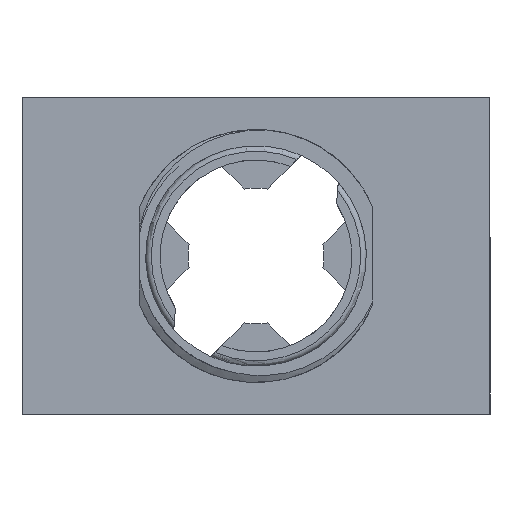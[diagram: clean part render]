
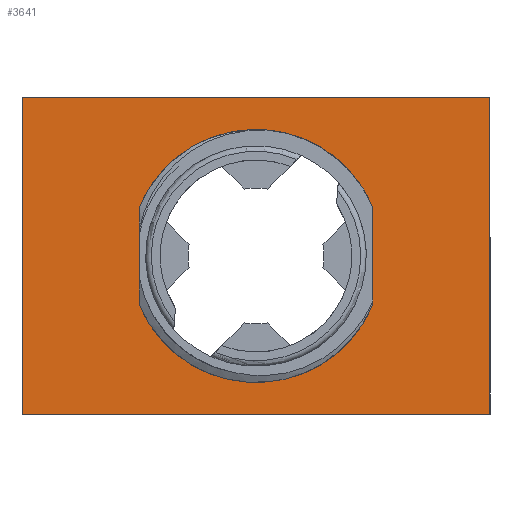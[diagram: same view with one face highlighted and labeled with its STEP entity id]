
A CAD part, left-side view. The second image highlights one B-rep face of the part: STEP entity #3641.
In plain terms, the highlighted planar face has unit normal (-1, 0, 0).
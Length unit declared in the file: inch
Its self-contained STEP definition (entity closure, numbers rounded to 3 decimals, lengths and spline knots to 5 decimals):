
#198=B_SPLINE_CURVE_WITH_KNOTS('',3,(#6464,#6465,#6466,#6467,#6468,#6469,
#6470,#6471,#6472,#6473,#6474,#6475,#6476,#6477,#6478,#6479),
 .UNSPECIFIED.,.F.,.F.,(4,3,3,3,3,4),(-0.33054,-0.24588,
-0.21652,-0.18573,-0.07878,0.),
 .UNSPECIFIED.);
#199=B_SPLINE_CURVE_WITH_KNOTS('',3,(#6513,#6514,#6515,#6516,#6517,#6518,
#6519,#6520,#6521,#6522,#6523,#6524,#6525),.UNSPECIFIED.,.F.,.F.,(4,3,3,
3,4),(-0.93577,-0.85562,-0.79594,-0.75745,
-0.68842),.UNSPECIFIED.);
#245=B_SPLINE_CURVE_WITH_KNOTS('',3,(#7883,#7884,#7885,#7886,#7887,#7888,
#7889,#7890,#7891,#7892,#7893,#7894,#7895,#7896,#7897,#7898,#7899,#7900,
#7901,#7902,#7903,#7904),.UNSPECIFIED.,.F.,.F.,(4,3,3,3,3,3,3,4),(-0.937,
-0.85016,-0.81001,-0.77317,-0.71619,
-0.67085,-0.63652,-0.60664),.UNSPECIFIED.);
#246=B_SPLINE_CURVE_WITH_KNOTS('',3,(#7905,#7906,#7907,#7908,#7909,#7910,
#7911,#7912,#7913,#7914),.UNSPECIFIED.,.F.,.F.,(4,3,3,4),(-0.24807,
-0.205,-0.09321,0.),.UNSPECIFIED.);
#258=FACE_BOUND('',#701,.T.);
#285=CIRCLE('',#3805,0.2158);
#286=CIRCLE('',#3828,0.23);
#500=FACE_OUTER_BOUND('',#700,.T.);
#700=EDGE_LOOP('',(#2982,#2983,#2984,#2985));
#701=EDGE_LOOP('',(#2986,#2987,#2988,#2989,#2990,#2991,#2992,#2993));
#805=LINE('',#4712,#1113);
#810=LINE('',#4722,#1118);
#915=LINE('',#5182,#1223);
#961=LINE('',#5758,#1269);
#983=LINE('',#7881,#1291);
#984=LINE('',#7882,#1292);
#1113=VECTOR('',#3973,0.3937);
#1118=VECTOR('',#3982,0.3937);
#1223=VECTOR('',#4199,0.3937);
#1269=VECTOR('',#4247,0.3937);
#1291=VECTOR('',#4371,0.3937);
#1292=VECTOR('',#4372,0.3937);
#1420=VERTEX_POINT('',#4709);
#1421=VERTEX_POINT('',#4711);
#1423=VERTEX_POINT('',#4719);
#1424=VERTEX_POINT('',#4721);
#1537=VERTEX_POINT('',#5176);
#1538=VERTEX_POINT('',#5181);
#1628=VERTEX_POINT('',#5752);
#1629=VERTEX_POINT('',#5757);
#1673=VERTEX_POINT('',#6078);
#1674=VERTEX_POINT('',#6085);
#1675=VERTEX_POINT('',#6512);
#1676=VERTEX_POINT('',#7500);
#1789=EDGE_CURVE('',#1420,#1421,#805,.T.);
#1794=EDGE_CURVE('',#1423,#1424,#810,.T.);
#1942=EDGE_CURVE('',#1538,#1537,#915,.T.);
#2033=EDGE_CURVE('',#1629,#1628,#961,.T.);
#2080=EDGE_CURVE('',#1674,#1673,#285,.T.);
#2124=EDGE_CURVE('',#1537,#1674,#198,.T.);
#2125=EDGE_CURVE('',#1675,#1538,#199,.T.);
#2147=EDGE_CURVE('',#1676,#1675,#286,.T.);
#2173=EDGE_CURVE('',#1420,#1424,#983,.T.);
#2174=EDGE_CURVE('',#1421,#1423,#984,.T.);
#2175=EDGE_CURVE('',#1673,#1629,#245,.T.);
#2176=EDGE_CURVE('',#1628,#1676,#246,.T.);
#2982=ORIENTED_EDGE('',*,*,#2173,.T.);
#2983=ORIENTED_EDGE('',*,*,#1794,.F.);
#2984=ORIENTED_EDGE('',*,*,#2174,.F.);
#2985=ORIENTED_EDGE('',*,*,#1789,.F.);
#2986=ORIENTED_EDGE('',*,*,#2124,.T.);
#2987=ORIENTED_EDGE('',*,*,#2080,.T.);
#2988=ORIENTED_EDGE('',*,*,#2175,.T.);
#2989=ORIENTED_EDGE('',*,*,#2033,.T.);
#2990=ORIENTED_EDGE('',*,*,#2176,.T.);
#2991=ORIENTED_EDGE('',*,*,#2147,.T.);
#2992=ORIENTED_EDGE('',*,*,#2125,.T.);
#2993=ORIENTED_EDGE('',*,*,#1942,.T.);
#3485=PLANE('',#3852);
#3641=ADVANCED_FACE('',(#500,#258),#3485,.T.);
#3805=AXIS2_PLACEMENT_3D('',#6086,#4275,#4276);
#3828=AXIS2_PLACEMENT_3D('',#7501,#4321,#4322);
#3852=AXIS2_PLACEMENT_3D('',#7880,#4369,#4370);
#3973=DIRECTION('',(0.,0.,-1.));
#3982=DIRECTION('',(0.,0.,1.));
#4199=DIRECTION('',(0.,0.,-1.));
#4247=DIRECTION('',(0.,0.,1.));
#4275=DIRECTION('center_axis',(1.,0.,0.));
#4276=DIRECTION('ref_axis',(0.,-1.,0.));
#4321=DIRECTION('center_axis',(1.,0.,0.));
#4322=DIRECTION('ref_axis',(0.,-1.,0.));
#4369=DIRECTION('center_axis',(-1.,0.,0.));
#4370=DIRECTION('ref_axis',(0.,0.,1.));
#4371=DIRECTION('',(0.,1.,0.));
#4372=DIRECTION('',(0.,1.,0.));
#4709=CARTESIAN_POINT('',(0.,-0.4255,0.57813));
#4711=CARTESIAN_POINT('',(0.,-0.4255,0.));
#4712=CARTESIAN_POINT('',(0.,-0.4255,0.));
#4719=CARTESIAN_POINT('',(0.,0.4255,0.));
#4721=CARTESIAN_POINT('',(0.,0.4255,0.57813));
#4722=CARTESIAN_POINT('',(0.,0.4255,0.));
#5176=CARTESIAN_POINT('',(0.,-0.2125,0.22867));
#5181=CARTESIAN_POINT('',(0.,-0.2125,0.36696));
#5182=CARTESIAN_POINT('',(0.,-0.2125,0.57813));
#5752=CARTESIAN_POINT('',(0.,0.2125,0.36696));
#5757=CARTESIAN_POINT('',(0.,0.2125,0.22867));
#5758=CARTESIAN_POINT('',(0.,0.2125,0.));
#6078=CARTESIAN_POINT('',(0.,0.13905,0.12403));
#6085=CARTESIAN_POINT('',(0.,-0.13905,0.12403));
#6086=CARTESIAN_POINT('Origin',(0.,0.,0.28906));
#6464=CARTESIAN_POINT('Ctrl Pts',(0.,-0.21247,
0.22869));
#6465=CARTESIAN_POINT('Ctrl Pts',(0.,-0.20901,
0.21818));
#6466=CARTESIAN_POINT('Ctrl Pts',(0.,-0.20475,
0.20795));
#6467=CARTESIAN_POINT('Ctrl Pts',(0.,-0.19975,
0.19805));
#6468=CARTESIAN_POINT('Ctrl Pts',(0.,-0.19801,
0.19462));
#6469=CARTESIAN_POINT('Ctrl Pts',(0.,-0.19619,
0.19124));
#6470=CARTESIAN_POINT('Ctrl Pts',(0.,-0.19427,
0.18789));
#6471=CARTESIAN_POINT('Ctrl Pts',(0.,-0.19226,
0.18439));
#6472=CARTESIAN_POINT('Ctrl Pts',(0.,-0.19016,
0.18094));
#6473=CARTESIAN_POINT('Ctrl Pts',(0.,-0.18797,
0.17755));
#6474=CARTESIAN_POINT('Ctrl Pts',(0.,-0.18036,
0.1658));
#6475=CARTESIAN_POINT('Ctrl Pts',(0.,-0.17167,
0.1548));
#6476=CARTESIAN_POINT('Ctrl Pts',(0.,-0.162,
0.14472));
#6477=CARTESIAN_POINT('Ctrl Pts',(0.,-0.15487,
0.1373));
#6478=CARTESIAN_POINT('Ctrl Pts',(0.,-0.14722,
0.13037));
#6479=CARTESIAN_POINT('Ctrl Pts',(0.,-0.13905,
0.12403));
#6512=CARTESIAN_POINT('',(0.,-0.16387,0.45045));
#6513=CARTESIAN_POINT('Ctrl Pts',(0.,-0.16387,
0.45046));
#6514=CARTESIAN_POINT('Ctrl Pts',(0.,-0.17097,
0.44264));
#6515=CARTESIAN_POINT('Ctrl Pts',(0.,-0.17753,
0.43436));
#6516=CARTESIAN_POINT('Ctrl Pts',(0.,-0.18349,
0.42568));
#6517=CARTESIAN_POINT('Ctrl Pts',(0.,-0.18793,
0.41922));
#6518=CARTESIAN_POINT('Ctrl Pts',(0.,-0.19202,
0.41254));
#6519=CARTESIAN_POINT('Ctrl Pts',(0.,-0.19577,
0.40566));
#6520=CARTESIAN_POINT('Ctrl Pts',(0.,-0.19819,
0.40122));
#6521=CARTESIAN_POINT('Ctrl Pts',(0.,-0.20046,
0.39671));
#6522=CARTESIAN_POINT('Ctrl Pts',(0.,-0.20258,
0.39213));
#6523=CARTESIAN_POINT('Ctrl Pts',(0.,-0.20638,
0.38392));
#6524=CARTESIAN_POINT('Ctrl Pts',(0.,-0.20968,
0.3755));
#6525=CARTESIAN_POINT('Ctrl Pts',(0.,-0.21248,
0.3669));
#7500=CARTESIAN_POINT('',(0.,0.16387,0.45045));
#7501=CARTESIAN_POINT('Origin',(0.,0.,0.28906));
#7880=CARTESIAN_POINT('Origin',(0.,0.,0.));
#7881=CARTESIAN_POINT('',(0.,0.,0.57813));
#7882=CARTESIAN_POINT('',(0.,0.,0.));
#7883=CARTESIAN_POINT('Ctrl Pts',(0.,0.13881,
0.12403));
#7884=CARTESIAN_POINT('Ctrl Pts',(0.,0.14776,
0.13106));
#7885=CARTESIAN_POINT('Ctrl Pts',(0.,0.15615,
0.13877));
#7886=CARTESIAN_POINT('Ctrl Pts',(0.,0.16392,
0.14708));
#7887=CARTESIAN_POINT('Ctrl Pts',(0.,0.16752,
0.15093));
#7888=CARTESIAN_POINT('Ctrl Pts',(0.,0.17098,
0.1549));
#7889=CARTESIAN_POINT('Ctrl Pts',(0.,0.1743,
0.15899));
#7890=CARTESIAN_POINT('Ctrl Pts',(0.,0.17735,
0.16274));
#7891=CARTESIAN_POINT('Ctrl Pts',(0.,0.18027,
0.1666));
#7892=CARTESIAN_POINT('Ctrl Pts',(0.,0.18307,
0.17053));
#7893=CARTESIAN_POINT('Ctrl Pts',(0.,0.18739,
0.17662));
#7894=CARTESIAN_POINT('Ctrl Pts',(0.,0.19141,
0.18292));
#7895=CARTESIAN_POINT('Ctrl Pts',(0.,0.1951,
0.18941));
#7896=CARTESIAN_POINT('Ctrl Pts',(0.,0.19803,
0.19457));
#7897=CARTESIAN_POINT('Ctrl Pts',(0.,0.20075,
0.19986));
#7898=CARTESIAN_POINT('Ctrl Pts',(0.,0.20326,
0.20525));
#7899=CARTESIAN_POINT('Ctrl Pts',(0.,0.20515,
0.20933));
#7900=CARTESIAN_POINT('Ctrl Pts',(0.,0.20692,
0.21346));
#7901=CARTESIAN_POINT('Ctrl Pts',(0.,0.20855,
0.21765));
#7902=CARTESIAN_POINT('Ctrl Pts',(0.,0.20997,
0.22129));
#7903=CARTESIAN_POINT('Ctrl Pts',(0.,0.21129,
0.22496));
#7904=CARTESIAN_POINT('Ctrl Pts',(0.,0.2125,
0.22867));
#7905=CARTESIAN_POINT('Ctrl Pts',(0.,0.2125,0.36696));
#7906=CARTESIAN_POINT('Ctrl Pts',(0.,0.21076,
0.37232));
#7907=CARTESIAN_POINT('Ctrl Pts',(0.,0.20881,
0.37764));
#7908=CARTESIAN_POINT('Ctrl Pts',(0.,0.20668,
0.38286));
#7909=CARTESIAN_POINT('Ctrl Pts',(0.,0.20113,
0.39641));
#7910=CARTESIAN_POINT('Ctrl Pts',(0.,0.19429,
0.40937));
#7911=CARTESIAN_POINT('Ctrl Pts',(0.,0.18628,
0.42158));
#7912=CARTESIAN_POINT('Ctrl Pts',(0.,0.17961,
0.43176));
#7913=CARTESIAN_POINT('Ctrl Pts',(0.,0.17212,
0.44142));
#7914=CARTESIAN_POINT('Ctrl Pts',(0.,0.16387,0.45045));
